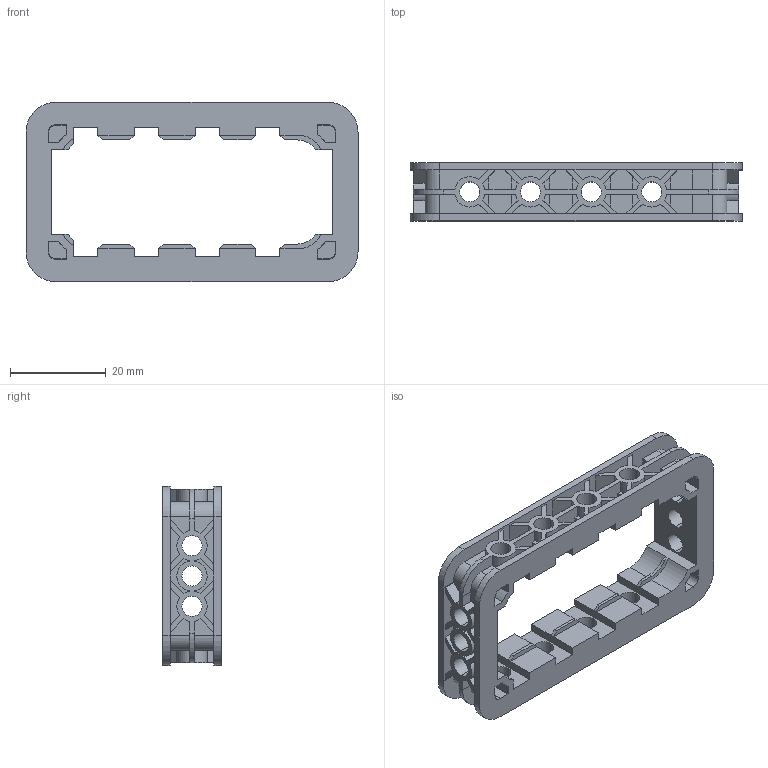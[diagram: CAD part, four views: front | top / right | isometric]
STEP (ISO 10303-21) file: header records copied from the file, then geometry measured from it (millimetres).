
FILE_DESCRIPTION (( 'STEP AP203' ), '1' );
FILE_NAME ('228-2500-160.STEP', '2015-04-27T18:53:27', ( '' ), ( '' ), 'SwSTEP 2.0', 'SolidWorks 2014', '' );
FILE_SCHEMA (( 'CONFIG_CONTROL_DESIGN' ));
Length unit declared in the file: millimetre
Products named in the file (1): 228-2500-160
Bounding box: 69.5 x 12.2 x 37.5 mm (x, y, z)
Volume: 8239.3 mm3; surface area: 11399.6 mm2
Topology: 1 solids, 1 shells, 538 faces, 1548 edges, 1020 vertices
Faces by surface type: plane 382, cylinder 140, cone 16
Entity records: 17669 total; most frequent: CARTESIAN_POINT 3155, ORIENTED_EDGE 3096, DIRECTION 2922, EDGE_CURVE 1548, LINE 1220, VECTOR 1220, VERTEX_POINT 1020, AXIS2_PLACEMENT_3D 851
